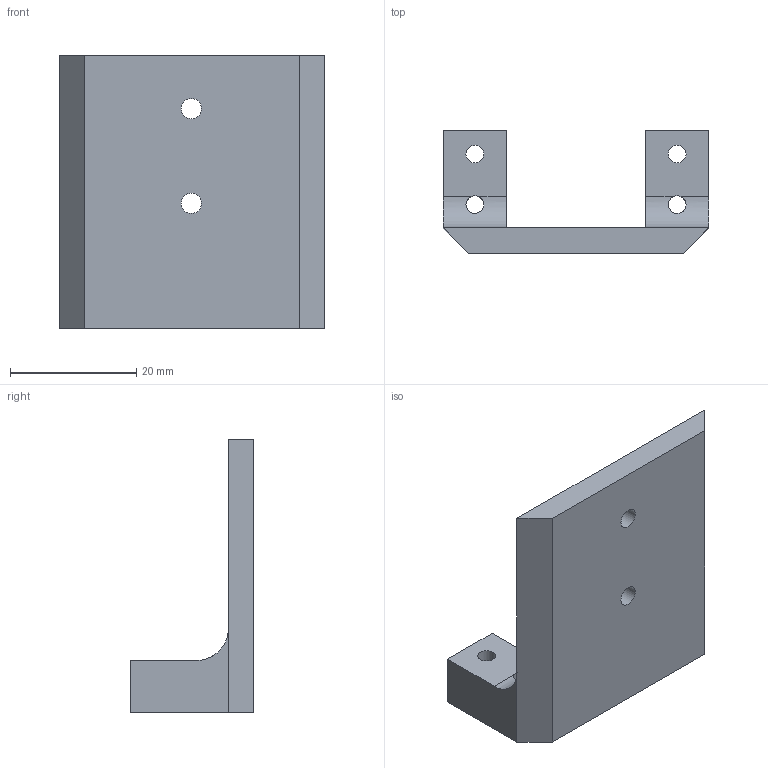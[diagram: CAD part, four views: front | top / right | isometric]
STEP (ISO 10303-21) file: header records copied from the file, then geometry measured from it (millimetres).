
FILE_DESCRIPTION(/* description */ (''),/* implementation_level */ '2;1');
FILE_NAME(/* name */ '31_MTP_wellplate_Solenoid_adapter.ipt.step',/* time_stamp */ '2022-11-29T08:26:13+01:00',/* author */ ('diederichbenedict'),/* organization */ (''),/* preprocessor_version */ 'ST-DEVELOPER v18.1',/* originating_system */ 'Autodesk Inventor 2022',/* authorisation */ '');
FILE_SCHEMA (('AUTOMOTIVE_DESIGN { 1 0 10303 214 3 1 1 }'));
Length unit declared in the file: millimetre
Products named in the file (1): 31_MTP_wellplate_Solenoid_adapter
Bounding box: 42 x 19.5 x 43.3 mm (x, y, z)
Volume: 8990.5 mm3; surface area: 5493 mm2
Topology: 1 solids, 1 shells, 22 faces, 64 edges, 42 vertices
Faces by surface type: plane 14, cylinder 8
Full cylindrical faces by diameter (mm): 2.8 x4, 3.2 x2
Entity records: 845 total; most frequent: CARTESIAN_POINT 189, ORIENTED_EDGE 128, DIRECTION 122, EDGE_CURVE 64, LINE 44, VECTOR 44, VERTEX_POINT 42, AXIS2_PLACEMENT_3D 39
